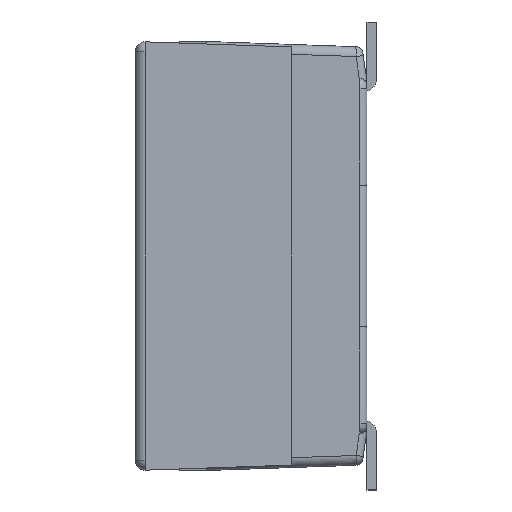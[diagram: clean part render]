
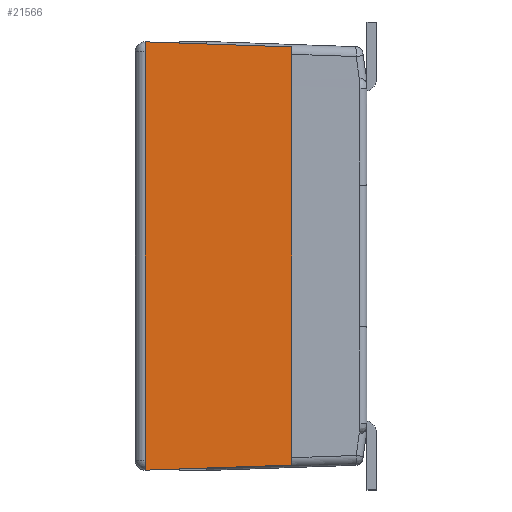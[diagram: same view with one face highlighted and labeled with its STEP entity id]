
A CAD part, left-side view. The second image highlights one B-rep face of the part: STEP entity #21566.
In plain terms, the highlighted planar face has unit normal (-0.999, -0.035, 0).
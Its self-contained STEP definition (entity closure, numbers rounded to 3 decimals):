
#11843=DIRECTION('',(0.035,-0.999,-0.035));
#11844=VECTOR('',#11843,2.967);
#11845=CARTESIAN_POINT('',(-6.343,0.193,
4.343));
#11846=LINE('',#11845,#11844);
#11847=CARTESIAN_POINT('',(-6.343,0.193,
4.143));
#11848=CARTESIAN_POINT('',(-6.343,0.193,
4.149));
#11849=CARTESIAN_POINT('',(-6.343,0.192,
4.161));
#11850=CARTESIAN_POINT('',(-6.343,0.192,
4.178));
#11851=CARTESIAN_POINT('',(-6.343,0.191,
4.193));
#11852=CARTESIAN_POINT('',(-6.343,0.191,
4.208));
#11853=CARTESIAN_POINT('',(-6.343,0.191,
4.221));
#11854=CARTESIAN_POINT('',(-6.343,0.191,
4.233));
#11855=CARTESIAN_POINT('',(-6.343,0.19,
4.244));
#11856=CARTESIAN_POINT('',(-6.343,0.19,
4.255));
#11857=CARTESIAN_POINT('',(-6.343,0.19,
4.265));
#11858=CARTESIAN_POINT('',(-6.343,0.19,
4.274));
#11859=CARTESIAN_POINT('',(-6.343,0.19,
4.282));
#11860=CARTESIAN_POINT('',(-6.343,0.19,
4.29));
#11861=CARTESIAN_POINT('',(-6.343,0.19,
4.297));
#11862=CARTESIAN_POINT('',(-6.343,0.19,
4.304));
#11863=CARTESIAN_POINT('',(-6.343,0.19,
4.31));
#11864=CARTESIAN_POINT('',(-6.343,0.19,
4.316));
#11865=CARTESIAN_POINT('',(-6.343,0.191,
4.322));
#11866=CARTESIAN_POINT('',(-6.343,0.191,
4.327));
#11867=CARTESIAN_POINT('',(-6.343,0.191,
4.331));
#11868=CARTESIAN_POINT('',(-6.343,0.191,
4.336));
#11869=CARTESIAN_POINT('',(-6.343,0.192,
4.34));
#11870=CARTESIAN_POINT('',(-6.343,0.193,
4.342));
#11871=CARTESIAN_POINT('',(-6.343,0.193,
4.343));
#11873=DIRECTION('',(0.,0.,1.));
#11874=VECTOR('',#11873,8.479);
#11875=CARTESIAN_POINT('',(-6.239,-2.77,-4.239));
#11876=LINE('',#11875,#11874);
#11877=CARTESIAN_POINT('',(-6.343,0.193,
-4.143));
#11878=CARTESIAN_POINT('',(-6.343,0.193,
-4.149));
#11879=CARTESIAN_POINT('',(-6.343,0.192,
-4.16));
#11880=CARTESIAN_POINT('',(-6.343,0.192,
-4.175));
#11881=CARTESIAN_POINT('',(-6.343,0.192,
-4.19));
#11882=CARTESIAN_POINT('',(-6.343,0.191,
-4.203));
#11883=CARTESIAN_POINT('',(-6.343,0.191,
-4.215));
#11884=CARTESIAN_POINT('',(-6.343,0.191,
-4.226));
#11885=CARTESIAN_POINT('',(-6.343,0.191,
-4.236));
#11886=CARTESIAN_POINT('',(-6.343,0.19,
-4.245));
#11887=CARTESIAN_POINT('',(-6.343,0.19,
-4.254));
#11888=CARTESIAN_POINT('',(-6.343,0.19,
-4.262));
#11889=CARTESIAN_POINT('',(-6.343,0.19,
-4.269));
#11890=CARTESIAN_POINT('',(-6.343,0.19,
-4.275));
#11891=CARTESIAN_POINT('',(-6.343,0.19,
-4.282));
#11892=CARTESIAN_POINT('',(-6.343,0.19,
-4.287));
#11893=CARTESIAN_POINT('',(-6.343,0.19,
-4.292));
#11894=CARTESIAN_POINT('',(-6.343,0.19,
-4.297));
#11895=CARTESIAN_POINT('',(-6.343,0.19,
-4.302));
#11896=CARTESIAN_POINT('',(-6.343,0.19,-4.306));
#11897=CARTESIAN_POINT('',(-6.343,0.19,
-4.309));
#11898=CARTESIAN_POINT('',(-6.343,0.19,
-4.313));
#11899=CARTESIAN_POINT('',(-6.343,0.19,
-4.316));
#11900=CARTESIAN_POINT('',(-6.343,0.191,
-4.319));
#11901=CARTESIAN_POINT('',(-6.343,0.191,
-4.322));
#11902=CARTESIAN_POINT('',(-6.343,0.191,
-4.324));
#11903=CARTESIAN_POINT('',(-6.343,0.191,
-4.326));
#11904=CARTESIAN_POINT('',(-6.343,0.191,
-4.328));
#11905=CARTESIAN_POINT('',(-6.343,0.191,
-4.33));
#11906=CARTESIAN_POINT('',(-6.343,0.191,
-4.332));
#11907=CARTESIAN_POINT('',(-6.343,0.191,
-4.334));
#11908=CARTESIAN_POINT('',(-6.343,0.191,
-4.335));
#11909=CARTESIAN_POINT('',(-6.343,0.192,
-4.337));
#11910=CARTESIAN_POINT('',(-6.343,0.192,
-4.338));
#11911=CARTESIAN_POINT('',(-6.343,0.192,
-4.339));
#11912=CARTESIAN_POINT('',(-6.343,0.192,
-4.34));
#11913=CARTESIAN_POINT('',(-6.343,0.192,
-4.341));
#11914=CARTESIAN_POINT('',(-6.343,0.192,
-4.342));
#11915=CARTESIAN_POINT('',(-6.343,0.193,
-4.343));
#11916=CARTESIAN_POINT('',(-6.343,0.193,
-4.343));
#11918=DIRECTION('',(0.,0.,1.));
#11919=VECTOR('',#11918,8.286);
#11920=CARTESIAN_POINT('',(-6.343,0.193,
-4.143));
#11921=LINE('',#11920,#11919);
#12004=DIRECTION('',(-0.035,0.999,-0.035));
#12005=VECTOR('',#12004,2.967);
#12006=CARTESIAN_POINT('',(-6.239,-2.77,-4.239));
#12007=LINE('',#12006,#12005);
#17381=CARTESIAN_POINT('',(-6.343,0.193,
-4.143));
#17383=VERTEX_POINT('',#17381);
#17385=CARTESIAN_POINT('',(-6.239,-2.77,-4.239));
#17386=VERTEX_POINT('',#17385);
#17396=VERTEX_POINT('',#11847);
#17397=VERTEX_POINT('',#11871);
#17402=CARTESIAN_POINT('',(-6.239,-2.77,4.239));
#17403=VERTEX_POINT('',#17402);
#17406=VERTEX_POINT('',#11916);
#21548=CARTESIAN_POINT('',(-6.35,0.4,4.539));
#21549=DIRECTION('',(0.999,0.035,0.));
#21550=DIRECTION('',(0.,0.,-1.));
#21551=AXIS2_PLACEMENT_3D('',#21548,#21549,#21550);
#21552=PLANE('',#21551);
#21554=ORIENTED_EDGE('',*,*,#21553,.T.);
#21556=ORIENTED_EDGE('',*,*,#21555,.T.);
#21557=ORIENTED_EDGE('',*,*,#21534,.T.);
#21559=ORIENTED_EDGE('',*,*,#21558,.F.);
#21561=ORIENTED_EDGE('',*,*,#21560,.T.);
#21563=ORIENTED_EDGE('',*,*,#21562,.F.);
#21564=EDGE_LOOP('',(#21554,#21556,#21557,#21559,#21561,#21563));
#21565=FACE_OUTER_BOUND('',#21564,.F.);
#11872=B_SPLINE_CURVE_WITH_KNOTS('',3,(#11847,#11848,#11849,#11850,#11851,
#11852,#11853,#11854,#11855,#11856,#11857,#11858,#11859,#11860,#11861,#11862,
#11863,#11864,#11865,#11866,#11867,#11868,#11869,#11870,#11871),.UNSPECIFIED.,
.F.,.F.,(4,1,1,1,1,1,1,1,1,1,1,1,1,1,1,1,1,1,1,1,1,1,4),(0.,0.045,
0.091,0.136,0.182,0.227,
0.273,0.318,0.364,0.409,
0.455,0.5,0.545,0.591,0.636,
0.682,0.727,0.773,0.818,
0.864,0.909,0.955,1.),.UNSPECIFIED.);
#11917=B_SPLINE_CURVE_WITH_KNOTS('',3,(#11877,#11878,#11879,#11880,#11881,
#11882,#11883,#11884,#11885,#11886,#11887,#11888,#11889,#11890,#11891,#11892,
#11893,#11894,#11895,#11896,#11897,#11898,#11899,#11900,#11901,#11902,#11903,
#11904,#11905,#11906,#11907,#11908,#11909,#11910,#11911,#11912,#11913,#11914,
#11915,#11916),.UNSPECIFIED.,.F.,.F.,(4,1,1,1,1,1,1,1,1,1,1,1,1,1,1,1,1,1,1,1,1,
1,1,1,1,1,1,1,1,1,1,1,1,1,1,1,1,4),(0.,0.027,0.054,
0.081,0.108,0.135,0.162,
0.189,0.216,0.243,0.27,
0.297,0.324,0.351,0.378,
0.405,0.432,0.459,0.486,
0.514,0.541,0.568,0.595,
0.622,0.649,0.676,0.703,
0.73,0.757,0.784,0.811,
0.838,0.865,0.892,0.919,
0.946,0.973,1.),.UNSPECIFIED.);
#21534=EDGE_CURVE('',#17397,#17403,#11846,.T.);
#21553=EDGE_CURVE('',#17383,#17396,#11921,.T.);
#21555=EDGE_CURVE('',#17396,#17397,#11872,.T.);
#21558=EDGE_CURVE('',#17386,#17403,#11876,.T.);
#21560=EDGE_CURVE('',#17386,#17406,#12007,.T.);
#21562=EDGE_CURVE('',#17383,#17406,#11917,.T.);
#21566=ADVANCED_FACE('',(#21565),#21552,.F.);
